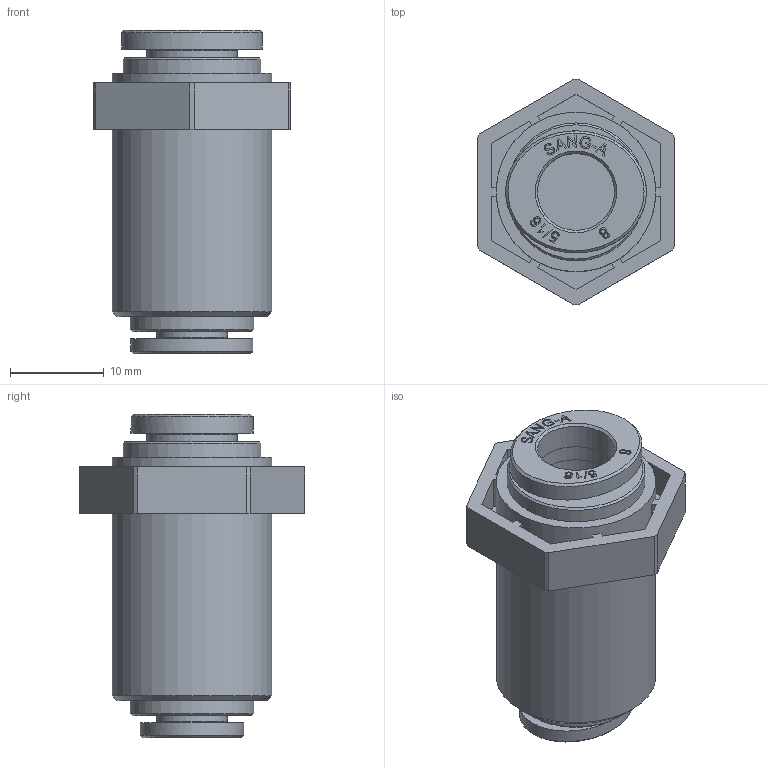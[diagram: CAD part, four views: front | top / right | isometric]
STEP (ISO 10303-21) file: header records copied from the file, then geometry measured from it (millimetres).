
FILE_DESCRIPTION((''),'2;1');
FILE_NAME('HR-PPM 0806.stp','2020-03-19T17:19:11',('user'),(''),'Autodesk Inventor 2013','Autodesk Inventor 2013','');
FILE_SCHEMA(('AUTOMOTIVE_DESIGN { 1 0 10303 214 1 1 1 1 }'));
Length unit declared in the file: millimetre
Products named in the file (8): 조립품2 (세부 수준1); HR-PPM 0806 BODY; HR-COLLAR 06; HR-Collar 06L(SUS); HR-SLEEVE 06; HR-COLLAR 08; HR-Collar 08L(SUS); HR-SLEEVE 08
Assembly tree (7 placements, depth 3):
  조립품2 (세부 수준1)
    HR-PPM 0806 BODY
    HR-COLLAR 06
      HR-Collar 06L(SUS)
      HR-SLEEVE 06
    HR-COLLAR 08
      HR-Collar 08L(SUS)
      HR-SLEEVE 08
Bounding box: 21 x 24 x 34.45 mm (x, y, z)
Volume: 6139.8 mm3; surface area: 4510.9 mm2
Topology: 5 solids, 5 shells, 324 faces, 841 edges, 559 vertices
Faces by surface type: plane 184, bspline 115, cylinder 17, cone 8
Full cylindrical faces by diameter (mm): 6.198 x1, 6.2 x1, 7.5 x1, 8.2 x3, 9.6 x1, 13.15 x1, 14.7 x1, 17 x2
Entity records: 10681 total; most frequent: CARTESIAN_POINT 3357, ORIENTED_EDGE 1630, DIRECTION 1093, EDGE_CURVE 815, VERTEX_POINT 554, VECTOR 533, LINE 533, EDGE_LOOP 385
